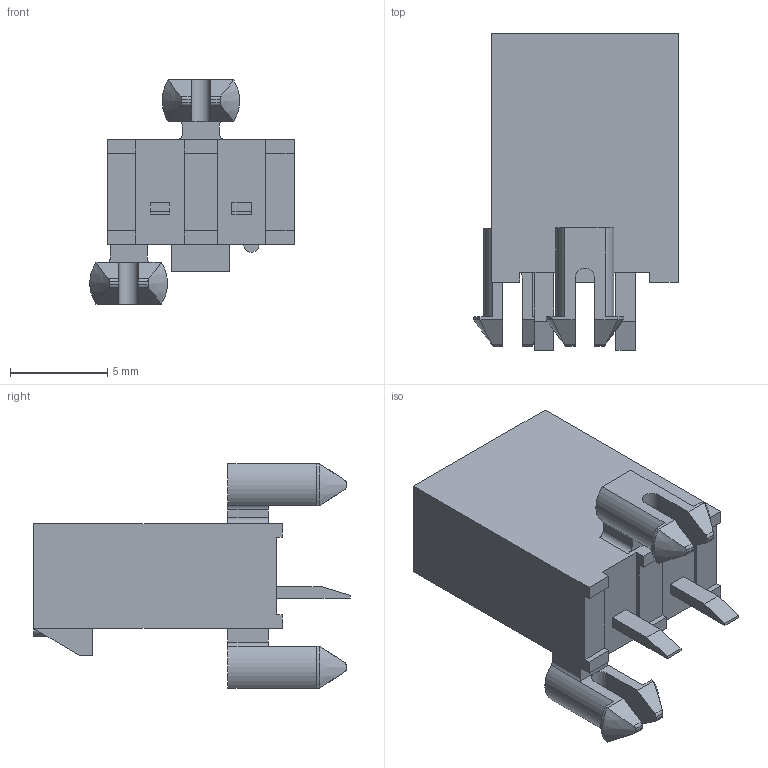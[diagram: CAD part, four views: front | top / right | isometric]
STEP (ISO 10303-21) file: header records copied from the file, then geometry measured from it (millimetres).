
FILE_DESCRIPTION((''),'2;1');
FILE_NAME('1726470102','2019-04-10T',('gga'),(''),'PRO/ENGINEER BY PARAMETRIC TECHNOLOGY CORPORATION, 2016010','PRO/ENGINEER BY PARAMETRIC TECHNOLOGY CORPORATION, 2016010','');
FILE_SCHEMA(('CONFIG_CONTROL_DESIGN'));
Length unit declared in the file: millimetre
Products named in the file (1): 1726470102
Bounding box: 10.51 x 16.3 x 11.56 mm (x, y, z)
Volume: 492.1 mm3; surface area: 985.1 mm2
Topology: 1 solids, 1 shells, 137 faces, 375 edges, 250 vertices
Faces by surface type: plane 108, cylinder 25, cone 4
Entity records: 4384 total; most frequent: CARTESIAN_POINT 851, ORIENTED_EDGE 730, DIRECTION 691, EDGE_CURVE 365, VECTOR 303, LINE 303, VERTEX_POINT 238, AXIS2_PLACEMENT_3D 194
